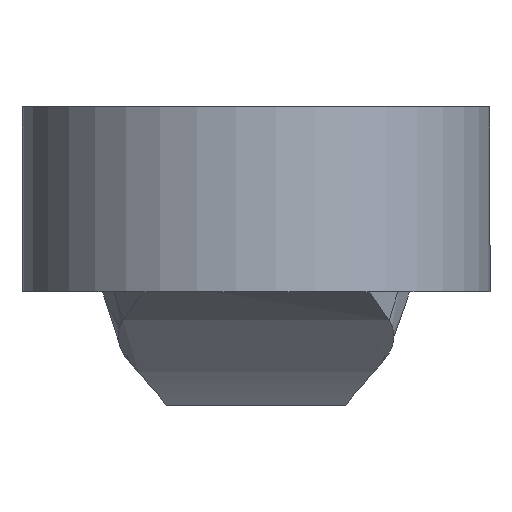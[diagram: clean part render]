
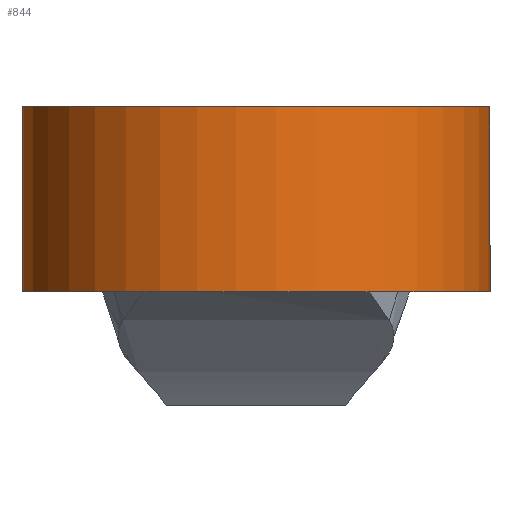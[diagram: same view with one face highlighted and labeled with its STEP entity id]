
A CAD part, front view. The second image highlights one B-rep face of the part: STEP entity #844.
In plain terms, the highlighted cylindrical face has radius 3.925 mm (diameter 7.85 mm), a partial arc.
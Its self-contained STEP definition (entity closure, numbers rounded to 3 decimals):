
#36=CYLINDRICAL_SURFACE('',#910,3.925);
#57=LINE('',#1330,#126);
#59=LINE('',#1336,#128);
#126=VECTOR('',#1018,10.);
#128=VECTOR('',#1024,10.);
#220=FACE_OUTER_BOUND('',#269,.T.);
#269=EDGE_LOOP('',(#594,#595,#596,#597));
#321=CIRCLE('',#911,3.925);
#322=CIRCLE('',#912,3.925);
#366=VERTEX_POINT('',#1274);
#368=VERTEX_POINT('',#1290);
#374=VERTEX_POINT('',#1329);
#376=VERTEX_POINT('',#1335);
#459=EDGE_CURVE('',#374,#368,#57,.T.);
#462=EDGE_CURVE('',#366,#376,#59,.T.);
#463=EDGE_CURVE('',#376,#374,#321,.T.);
#464=EDGE_CURVE('',#366,#368,#322,.T.);
#594=ORIENTED_EDGE('',*,*,#462,.T.);
#595=ORIENTED_EDGE('',*,*,#463,.T.);
#596=ORIENTED_EDGE('',*,*,#459,.T.);
#597=ORIENTED_EDGE('',*,*,#464,.F.);
#844=ADVANCED_FACE('',(#220),#36,.T.);
#910=AXIS2_PLACEMENT_3D('',#1334,#1022,#1023);
#911=AXIS2_PLACEMENT_3D('',#1337,#1025,#1026);
#912=AXIS2_PLACEMENT_3D('',#1338,#1027,#1028);
#1018=DIRECTION('',(0.,0.,-1.));
#1022=DIRECTION('center_axis',(0.,0.,-1.));
#1023=DIRECTION('ref_axis',(0.,-1.,0.));
#1024=DIRECTION('',(0.,0.,1.));
#1025=DIRECTION('center_axis',(0.,0.,
-1.));
#1026=DIRECTION('ref_axis',(1.,0.,0.));
#1027=DIRECTION('center_axis',(0.,0.,
-1.));
#1028=DIRECTION('ref_axis',(1.,0.,0.));
#1274=CARTESIAN_POINT('',(2.988,-39.955,5.9));
#1290=CARTESIAN_POINT('',(-2.988,-39.955,5.9));
#1329=CARTESIAN_POINT('',(-2.988,-39.955,9.));
#1330=CARTESIAN_POINT('',(-2.988,-39.955,9.));
#1334=CARTESIAN_POINT('Origin',(0.,-42.5,9.));
#1335=CARTESIAN_POINT('',(2.988,-39.955,9.));
#1336=CARTESIAN_POINT('',(2.988,-39.955,9.));
#1337=CARTESIAN_POINT('Origin',(0.,-42.5,9.));
#1338=CARTESIAN_POINT('Origin',(0.,-42.5,5.9));
